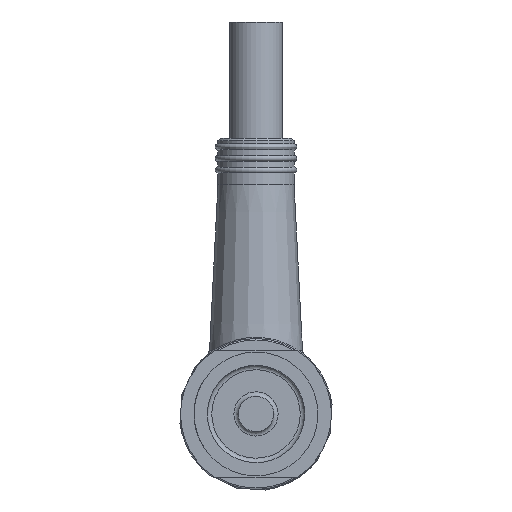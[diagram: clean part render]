
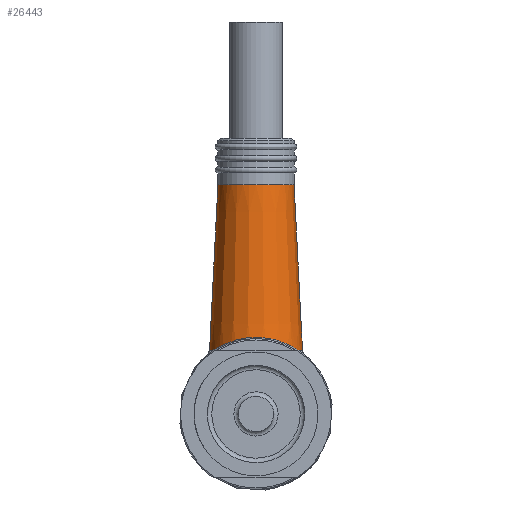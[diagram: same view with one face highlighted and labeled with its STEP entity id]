
A CAD part, left-side view. The second image highlights one B-rep face of the part: STEP entity #26443.
In plain terms, the highlighted conical face has half-angle 2.895 degrees and reference radius 3.64 mm.
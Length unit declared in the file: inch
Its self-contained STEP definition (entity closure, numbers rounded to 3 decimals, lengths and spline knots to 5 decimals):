
#332=CONICAL_SURFACE('',#27946,0.14329,2.895);
#1316=FACE_BOUND('',#8913,.T.);
#6251=B_SPLINE_CURVE_WITH_KNOTS('',3,(#35731,#35732,#35733,#35734,#35735,
#35736,#35737,#35738,#35739,#35740,#35741),.UNSPECIFIED.,.F.,.F.,(4,2,3,
2,4),(0.72037,0.76647,0.84504,0.92361,
0.96971),.UNSPECIFIED.);
#6252=B_SPLINE_CURVE_WITH_KNOTS('',3,(#35751,#35752,#35753,#35754,#35755,
#35756),.UNSPECIFIED.,.F.,.F.,(4,2,4),(0.30122,0.43415,
0.56709),.UNSPECIFIED.);
#7467=FACE_OUTER_BOUND('',#8912,.T.);
#8912=EDGE_LOOP('',(#19491,#19492,#19493,#19494));
#8913=EDGE_LOOP('',(#19495));
#10097=CIRCLE('',#27515,0.15748);
#10116=CIRCLE('',#27926,0.15748);
#10125=CIRCLE('',#27945,0.12911);
#10832=VERTEX_POINT('',#35729);
#10833=VERTEX_POINT('',#35730);
#10834=VERTEX_POINT('',#35749);
#10835=VERTEX_POINT('',#35750);
#11593=VERTEX_POINT('',#38070);
#13369=EDGE_CURVE('',#10832,#10833,#6251,.T.);
#13375=EDGE_CURVE('',#10834,#10835,#6252,.T.);
#13389=EDGE_CURVE('',#10832,#10835,#10097,.T.);
#14515=EDGE_CURVE('',#10834,#10833,#10116,.T.);
#14525=EDGE_CURVE('',#11593,#11593,#10125,.T.);
#19491=ORIENTED_EDGE('',*,*,#13375,.T.);
#19492=ORIENTED_EDGE('',*,*,#13389,.F.);
#19493=ORIENTED_EDGE('',*,*,#13369,.T.);
#19494=ORIENTED_EDGE('',*,*,#14515,.F.);
#19495=ORIENTED_EDGE('',*,*,#14525,.T.);
#26443=ADVANCED_FACE('',(#7467,#1316),#332,.T.);
#27515=AXIS2_PLACEMENT_3D('',#35779,#29451,#29452);
#27926=AXIS2_PLACEMENT_3D('',#38042,#31380,#31381);
#27945=AXIS2_PLACEMENT_3D('',#38071,#31419,#31420);
#27946=AXIS2_PLACEMENT_3D('',#38072,#31421,#31422);
#29451=DIRECTION('center_axis',(0.,0.,
-1.));
#29452=DIRECTION('ref_axis',(0.,-1.,0.));
#31380=DIRECTION('center_axis',(0.,0.,
-1.));
#31381=DIRECTION('ref_axis',(0.,-1.,0.));
#31419=DIRECTION('center_axis',(0.,0.,
-1.));
#31420=DIRECTION('ref_axis',(0.,-1.,0.));
#31421=DIRECTION('center_axis',(0.,0.,-1.));
#31422=DIRECTION('ref_axis',(0.,-1.,0.));
#35729=CARTESIAN_POINT('',(3.10683,0.14912,0.21654));
#35730=CARTESIAN_POINT('',(3.00556,0.14912,0.21654));
#35731=CARTESIAN_POINT('Ctrl Pts',(3.10683,0.14912,0.21654));
#35732=CARTESIAN_POINT('Ctrl Pts',(3.10088,0.15114,0.21654));
#35733=CARTESIAN_POINT('Ctrl Pts',(3.09465,0.15288,0.21602));
#35734=CARTESIAN_POINT('Ctrl Pts',(3.07756,0.15653,0.21427));
#35735=CARTESIAN_POINT('Ctrl Pts',(3.06651,0.15767,0.21288));
#35736=CARTESIAN_POINT('Ctrl Pts',(3.0562,0.15767,0.21288));
#35737=CARTESIAN_POINT('Ctrl Pts',(3.04589,0.15767,0.21288));
#35738=CARTESIAN_POINT('Ctrl Pts',(3.03483,0.15653,0.21427));
#35739=CARTESIAN_POINT('Ctrl Pts',(3.01774,0.15288,0.21602));
#35740=CARTESIAN_POINT('Ctrl Pts',(3.01151,0.15114,0.21654));
#35741=CARTESIAN_POINT('Ctrl Pts',(3.00556,0.14912,0.21654));
#35749=CARTESIAN_POINT('',(3.00259,-0.14807,0.21654));
#35750=CARTESIAN_POINT('',(3.10981,-0.14807,0.21654));
#35751=CARTESIAN_POINT('Ctrl Pts',(3.00259,-0.14807,
0.21654));
#35752=CARTESIAN_POINT('Ctrl Pts',(3.01948,-0.15419,
0.21654));
#35753=CARTESIAN_POINT('Ctrl Pts',(3.03875,-0.15773,
0.21152));
#35754=CARTESIAN_POINT('Ctrl Pts',(3.07364,-0.15773,
0.21152));
#35755=CARTESIAN_POINT('Ctrl Pts',(3.09292,-0.15419,
0.21654));
#35756=CARTESIAN_POINT('Ctrl Pts',(3.10981,-0.14807,
0.21654));
#35779=CARTESIAN_POINT('Origin',(3.0562,0.,0.21654));
#38042=CARTESIAN_POINT('Origin',(3.0562,0.,0.21654));
#38070=CARTESIAN_POINT('',(3.0562,-0.12911,0.77756));
#38071=CARTESIAN_POINT('Origin',(3.0562,0.,0.77756));
#38072=CARTESIAN_POINT('Origin',(3.0562,0.,0.49705));
